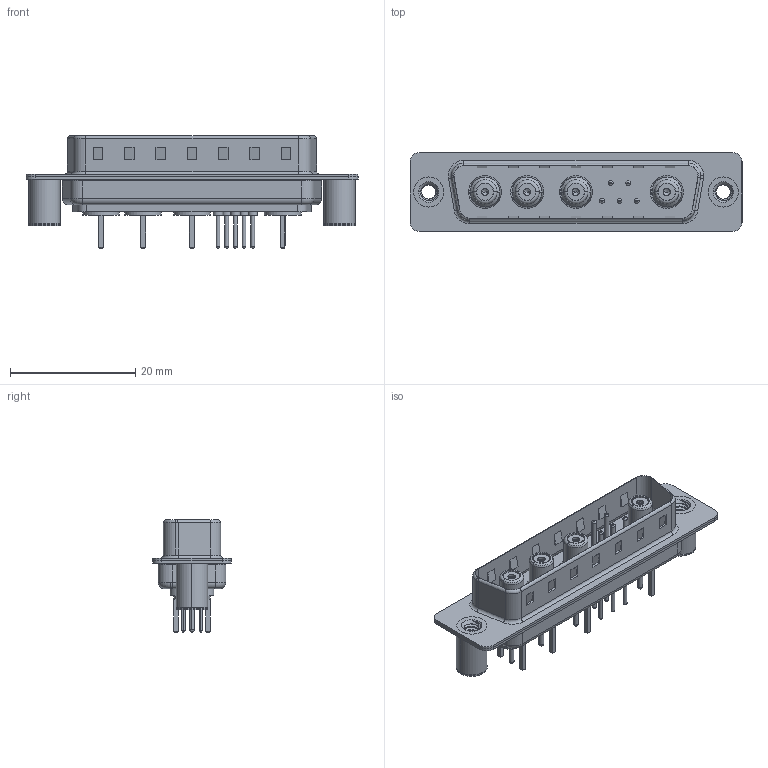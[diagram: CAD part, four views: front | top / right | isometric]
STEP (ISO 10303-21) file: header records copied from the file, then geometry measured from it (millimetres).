
FILE_DESCRIPTION (( 'STEP AP203' ), '1' );
FILE_NAME ('627-9W4-224-7N3.STEP', '2019-05-26T06:44:43', ( '' ), ( '' ), 'SwSTEP 2.0', 'SolidWorks 2016', '' );
FILE_SCHEMA (( 'CONFIG_CONTROL_DESIGN' ));
Length unit declared in the file: millimetre
Products named in the file (13): 627Combo Threaded Board Spacer_3; 627-9W4-224-7N3; Co-Ax Jack_Straight PC Tail; Insulator Socket; Insulator Socket 2; Locking Collar; Socket_Str; 627Combo Housing_9W4; Co-Ax Jack Assy_S; 627Combo Shell Rear_25 Contacts; 627Combo Contact Row 1_24; 627Combo Shell Front_25 Contacts; 627Combo Contact Row 2_24
Assembly tree (19 placements, depth 3):
  627-9W4-224-7N3
    627Combo Housing_9W4
    627Combo Shell Rear_25 Contacts
    627Combo Shell Front_25 Contacts
    627Combo Threaded Board Spacer_3  x2
    Co-Ax Jack Assy_S  x4
      Co-Ax Jack_Straight PC Tail
      Insulator Socket
      Insulator Socket 2
      Locking Collar
      Socket_Str
    627Combo Contact Row 1_24  x2
    627Combo Contact Row 2_24  x3
Bounding box: 53 x 12.6 x 17.9 mm (x, y, z)
Volume: 2927.7 mm3; surface area: 8586.4 mm2
Topology: 30 solids, 30 shells, 1039 faces, 2407 edges, 1496 vertices
Faces by surface type: cylinder 419, plane 394, torus 150, cone 54, bspline 14, sphere 8
Entity records: 20318 total; most frequent: CARTESIAN_POINT 4700, DIRECTION 3128, ORIENTED_EDGE 2798, EDGE_CURVE 1399, AXIS2_PLACEMENT_3D 1202, VERTEX_POINT 879, LINE 724, VECTOR 724
